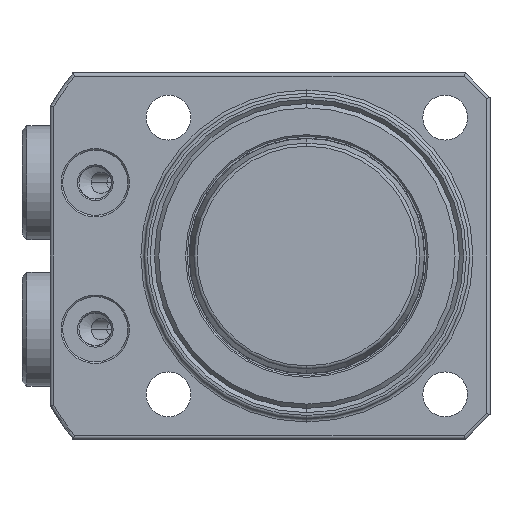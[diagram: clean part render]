
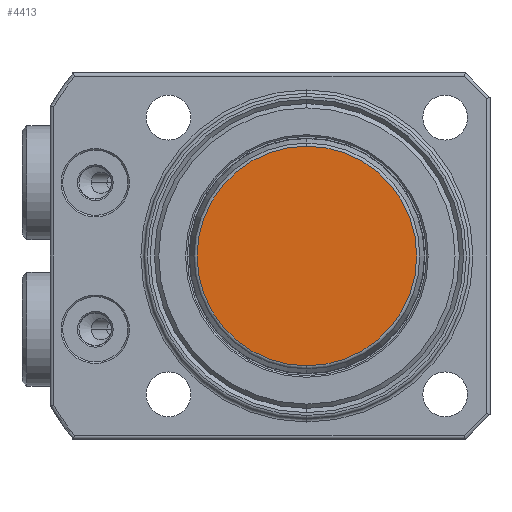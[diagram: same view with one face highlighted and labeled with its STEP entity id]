
A CAD part, front view. The second image highlights one B-rep face of the part: STEP entity #4413.
In plain terms, the highlighted planar face has unit normal (0, -1, 0).
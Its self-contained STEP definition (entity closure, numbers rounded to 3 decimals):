
#369 = FACE_OUTER_BOUND ( 'NONE', #3613, .T. ) ;
#578 = AXIS2_PLACEMENT_3D ( 'NONE', #2448, #2449, #2450 ) ;
#1794 = CARTESIAN_POINT ( 'NONE',  ( 0., 0., 0. ) ) ;
#1795 = DIRECTION ( 'NONE',  ( 0., -1., 0. ) ) ;
#1796 = DIRECTION ( 'NONE',  ( 0., 0., 1. ) ) ;
#1821 = CARTESIAN_POINT ( 'NONE',  ( 0., 0., 0. ) ) ;
#1822 = DIRECTION ( 'NONE',  ( 0., -1., 0. ) ) ;
#1823 = DIRECTION ( 'NONE',  ( 0., 0., 1. ) ) ;
#2130 = CARTESIAN_POINT ( 'NONE',  ( 0., 0., 13.492 ) ) ;
#2148 = CARTESIAN_POINT ( 'NONE',  ( 0., 0., -13.492 ) ) ;
#2447 = PLANE ( 'NONE',  #578 ) ;
#2448 = CARTESIAN_POINT ( 'NONE',  ( 0., 0., 0. ) ) ;
#2449 = DIRECTION ( 'NONE',  ( 0., 1., 0. ) ) ;
#2450 = DIRECTION ( 'NONE',  ( 0., 0., 1. ) ) ;
#2819 = ORIENTED_EDGE ( 'NONE', *, *, #5105, .T. ) ;
#2821 = ORIENTED_EDGE ( 'NONE', *, *, #5114, .T. ) ;
#3613 = EDGE_LOOP ( 'NONE', ( #2821, #2819 ) ) ;
#4071 = AXIS2_PLACEMENT_3D ( 'NONE', #1821, #1822, #1823 ) ;
#4095 = AXIS2_PLACEMENT_3D ( 'NONE', #1794, #1795, #1796 ) ;
#4413 = ADVANCED_FACE ( 'NONE', ( #369 ), #2447, .F. ) ;
#4947 = CIRCLE ( 'NONE', #4071, 13.492 ) ;
#4955 = CIRCLE ( 'NONE', #4095, 13.492 ) ;
#5105 = EDGE_CURVE ( 'NONE', #5723, #5705, #4955, .T. ) ;
#5114 = EDGE_CURVE ( 'NONE', #5705, #5723, #4947, .T. ) ;
#5705 = VERTEX_POINT ( 'NONE', #2130 ) ;
#5723 = VERTEX_POINT ( 'NONE', #2148 ) ;
